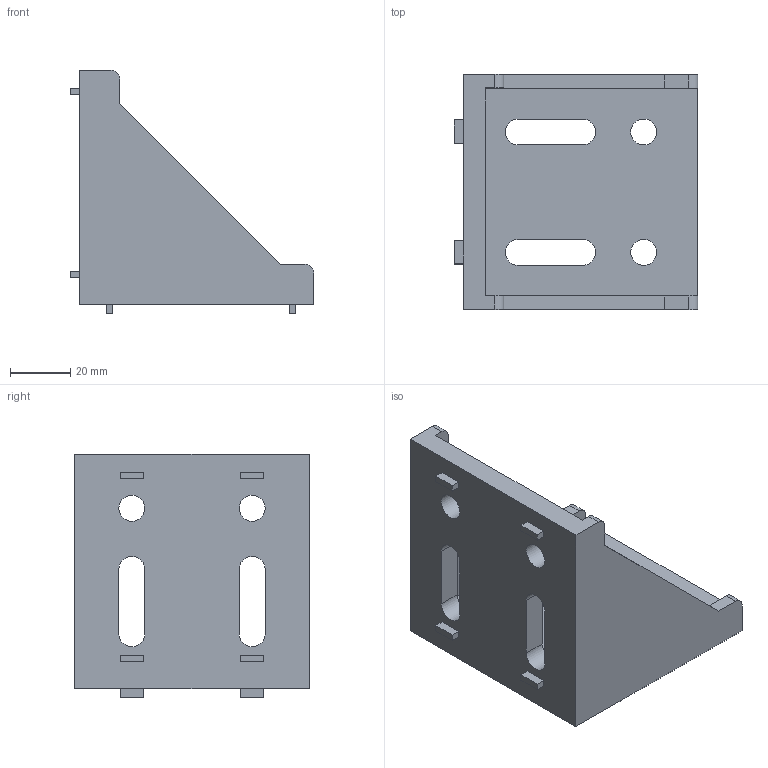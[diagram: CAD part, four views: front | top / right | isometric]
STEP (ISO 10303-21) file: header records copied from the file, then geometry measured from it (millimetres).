
FILE_DESCRIPTION(/* description */ (''),/* implementation_level */ '2;1');
FILE_NAME(/* name */ 'LBSB8-8080.step',/* time_stamp */ '2022-04-06T01:27:19+08:00',/* author */ (''),/* organization */ (''),/* preprocessor_version */ 'ST-DEVELOPER v18.1',/* originating_system */ 'Autodesk Translation Framework v10.13.0.1454',/* authorisation */ '');
FILE_SCHEMA (('AUTOMOTIVE_DESIGN { 1 0 10303 214 3 1 1 }'));
Length unit declared in the file: millimetre
Products named in the file (2): LBSB8-8080; LBSB8-8080_1
Assembly tree (1 placements, depth 2):
  LBSB8-8080
    LBSB8-8080_1
Bounding box: 81 x 78 x 81 mm (x, y, z)
Volume: 98413.2 mm3; surface area: 36190.6 mm2
Topology: 1 solids, 1 shells, 80 faces, 210 edges, 140 vertices
Faces by surface type: plane 64, cylinder 16
Full cylindrical faces by diameter (mm): 8.6 x4
Entity records: 2538 total; most frequent: CARTESIAN_POINT 433, ORIENTED_EDGE 420, DIRECTION 408, EDGE_CURVE 210, LINE 178, VECTOR 178, VERTEX_POINT 140, AXIS2_PLACEMENT_3D 115
